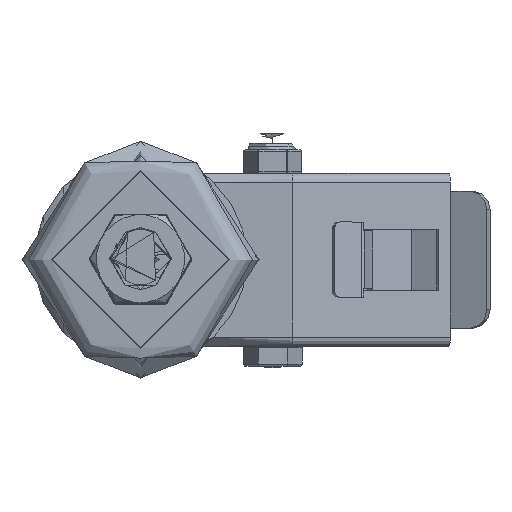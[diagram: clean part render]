
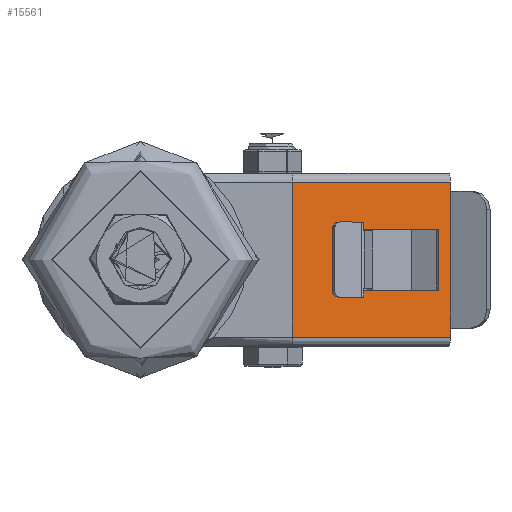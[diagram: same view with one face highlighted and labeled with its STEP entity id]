
A CAD part, top view. The second image highlights one B-rep face of the part: STEP entity #15561.
In plain terms, the highlighted planar face has unit normal (0.171, 0, 0.985).
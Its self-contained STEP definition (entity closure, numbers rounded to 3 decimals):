
#467=FACE_BOUND('',#5229,.T.);
#609=PLANE('',#16916);
#1064=LINE('',#23311,#2128);
#1070=LINE('',#23326,#2134);
#1083=LINE('',#23428,#2147);
#1085=LINE('',#23431,#2149);
#1086=LINE('',#23432,#2150);
#1087=LINE('',#23434,#2151);
#1088=LINE('',#23436,#2152);
#1089=LINE('',#23437,#2153);
#2128=VECTOR('',#18823,1000.);
#2134=VECTOR('',#18839,1000.);
#2147=VECTOR('',#18890,1000.);
#2149=VECTOR('',#18894,1000.);
#2150=VECTOR('',#18895,1000.);
#2151=VECTOR('',#18896,1000.);
#2152=VECTOR('',#18897,1000.);
#2153=VECTOR('',#18898,1000.);
#4301=FACE_OUTER_BOUND('',#5228,.T.);
#5228=EDGE_LOOP('',(#11259,#11260,#11261,#11262));
#5229=EDGE_LOOP('',(#11263,#11264,#11265,#11266));
#6860=VERTEX_POINT('',#23305);
#6862=VERTEX_POINT('',#23309);
#6863=VERTEX_POINT('',#23316);
#6865=VERTEX_POINT('',#23322);
#6885=VERTEX_POINT('',#23425);
#6886=VERTEX_POINT('',#23427);
#6887=VERTEX_POINT('',#23433);
#6888=VERTEX_POINT('',#23435);
#8514=EDGE_CURVE('',#6862,#6860,#1064,.T.);
#8522=EDGE_CURVE('',#6863,#6865,#1070,.T.);
#8550=EDGE_CURVE('',#6886,#6885,#1083,.T.);
#8552=EDGE_CURVE('',#6860,#6863,#1085,.T.);
#8553=EDGE_CURVE('',#6862,#6865,#1086,.T.);
#8554=EDGE_CURVE('',#6885,#6887,#1087,.T.);
#8555=EDGE_CURVE('',#6887,#6888,#1088,.T.);
#8556=EDGE_CURVE('',#6888,#6886,#1089,.T.);
#11259=ORIENTED_EDGE('',*,*,#8522,.F.);
#11260=ORIENTED_EDGE('',*,*,#8552,.F.);
#11261=ORIENTED_EDGE('',*,*,#8514,.F.);
#11262=ORIENTED_EDGE('',*,*,#8553,.T.);
#11263=ORIENTED_EDGE('',*,*,#8554,.T.);
#11264=ORIENTED_EDGE('',*,*,#8555,.T.);
#11265=ORIENTED_EDGE('',*,*,#8556,.T.);
#11266=ORIENTED_EDGE('',*,*,#8550,.T.);
#15561=ADVANCED_FACE('',(#4301,#467),#609,.T.);
#16916=AXIS2_PLACEMENT_3D('',#23430,#18892,#18893);
#18823=DIRECTION('',(-0.985,0.,0.171));
#18839=DIRECTION('',(0.985,0.,-0.171));
#18890=DIRECTION('',(-0.985,0.,0.171));
#18892=DIRECTION('center_axis',(0.171,0.,0.985));
#18893=DIRECTION('ref_axis',(-0.985,0.,0.171));
#18894=DIRECTION('',(0.,1.,0.));
#18895=DIRECTION('',(0.,1.,0.));
#18896=DIRECTION('',(0.,1.,0.));
#18897=DIRECTION('',(0.985,0.,-0.171));
#18898=DIRECTION('',(0.,-1.,0.));
#23305=CARTESIAN_POINT('',(50.,-25.5,-14.));
#23309=CARTESIAN_POINT('',(102.,-25.5,-23.));
#23311=CARTESIAN_POINT('',(37.551,-25.5,-11.845));
#23316=CARTESIAN_POINT('',(50.,25.5,-14.));
#23322=CARTESIAN_POINT('',(102.,25.5,-23.));
#23326=CARTESIAN_POINT('',(37.551,25.5,-11.845));
#23425=CARTESIAN_POINT('',(71.7,-10.,-17.756));
#23427=CARTESIAN_POINT('',(98.059,-10.,-22.318));
#23428=CARTESIAN_POINT('',(80.625,-10.,-19.3));
#23430=CARTESIAN_POINT('Origin',(76.,0.,-18.5));
#23431=CARTESIAN_POINT('',(50.,0.,-14.));
#23432=CARTESIAN_POINT('',(102.,0.,-23.));
#23433=CARTESIAN_POINT('',(71.7,10.,-17.756));
#23434=CARTESIAN_POINT('',(71.7,0.,-17.756));
#23435=CARTESIAN_POINT('',(98.059,10.,-22.318));
#23436=CARTESIAN_POINT('',(80.625,10.,-19.3));
#23437=CARTESIAN_POINT('',(98.059,0.,-22.318));
